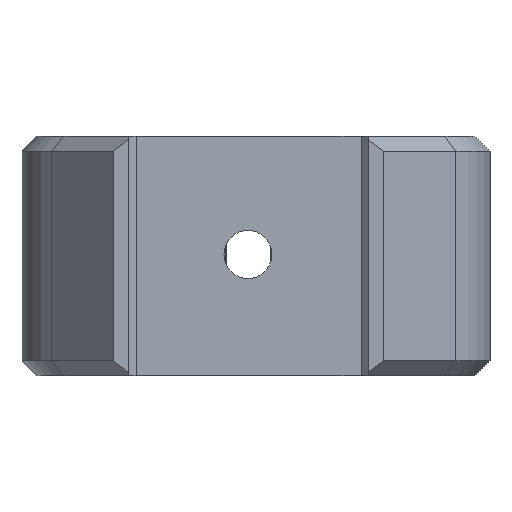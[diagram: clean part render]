
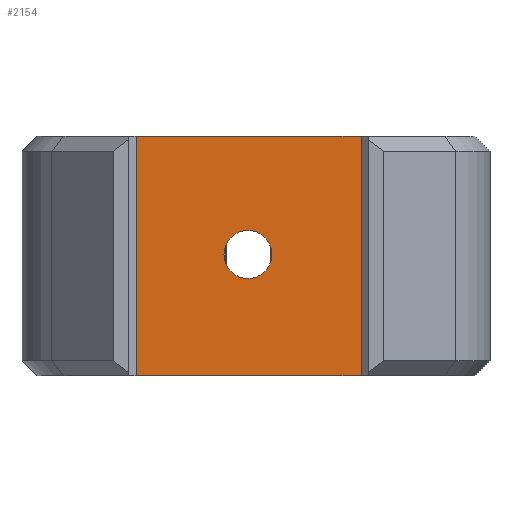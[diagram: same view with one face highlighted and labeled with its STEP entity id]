
A CAD part, left-side view. The second image highlights one B-rep face of the part: STEP entity #2154.
In plain terms, the highlighted planar face has unit normal (-1, 0, 0).
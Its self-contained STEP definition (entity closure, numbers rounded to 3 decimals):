
#144=FACE_BOUND('',#359,.T.);
#152=CIRCLE('',#2303,1.6);
#224=FACE_OUTER_BOUND('',#358,.T.);
#358=EDGE_LOOP('',(#1433,#1434,#1435,#1436));
#359=EDGE_LOOP('',(#1437));
#500=LINE('',#3079,#700);
#503=LINE('',#3085,#703);
#504=LINE('',#3087,#704);
#505=LINE('',#3088,#705);
#700=VECTOR('',#2496,10.);
#703=VECTOR('',#2501,10.);
#704=VECTOR('',#2502,10.);
#705=VECTOR('',#2503,10.);
#900=VERTEX_POINT('',#3076);
#901=VERTEX_POINT('',#3078);
#903=VERTEX_POINT('',#3084);
#904=VERTEX_POINT('',#3086);
#905=VERTEX_POINT('',#3089);
#1100=EDGE_CURVE('',#900,#901,#500,.T.);
#1103=EDGE_CURVE('',#900,#903,#503,.T.);
#1104=EDGE_CURVE('',#904,#903,#504,.T.);
#1105=EDGE_CURVE('',#901,#904,#505,.T.);
#1106=EDGE_CURVE('',#905,#905,#152,.T.);
#1433=ORIENTED_EDGE('',*,*,#1100,.F.);
#1434=ORIENTED_EDGE('',*,*,#1103,.T.);
#1435=ORIENTED_EDGE('',*,*,#1104,.F.);
#1436=ORIENTED_EDGE('',*,*,#1105,.F.);
#1437=ORIENTED_EDGE('',*,*,#1106,.T.);
#2090=PLANE('',#2302);
#2154=ADVANCED_FACE('',(#224,#144),#2090,.T.);
#2302=AXIS2_PLACEMENT_3D('',#3083,#2499,#2500);
#2303=AXIS2_PLACEMENT_3D('',#3090,#2504,#2505);
#2496=DIRECTION('',(0.,0.,-1.));
#2499=DIRECTION('center_axis',(-1.,0.,0.));
#2500=DIRECTION('ref_axis',(0.,1.,0.));
#2501=DIRECTION('',(0.,1.,0.));
#2502=DIRECTION('',(0.,0.,1.));
#2503=DIRECTION('',(0.,1.,0.));
#2504=DIRECTION('center_axis',(1.,0.,0.));
#2505=DIRECTION('ref_axis',(0.,1.,0.));
#3076=CARTESIAN_POINT('',(30.031,-145.012,13.419));
#3078=CARTESIAN_POINT('',(30.031,-145.012,-2.581));
#3079=CARTESIAN_POINT('',(30.031,-145.012,13.419));
#3083=CARTESIAN_POINT('Origin',(30.031,-145.512,13.419));
#3084=CARTESIAN_POINT('',(30.031,-130.012,13.419));
#3085=CARTESIAN_POINT('',(30.031,-145.512,13.419));
#3086=CARTESIAN_POINT('',(30.031,-130.012,-2.581));
#3087=CARTESIAN_POINT('',(30.031,-130.012,13.419));
#3088=CARTESIAN_POINT('',(30.031,-145.512,-2.581));
#3089=CARTESIAN_POINT('',(30.031,-139.07,5.517));
#3090=CARTESIAN_POINT('Origin',(30.031,-137.47,5.517));
